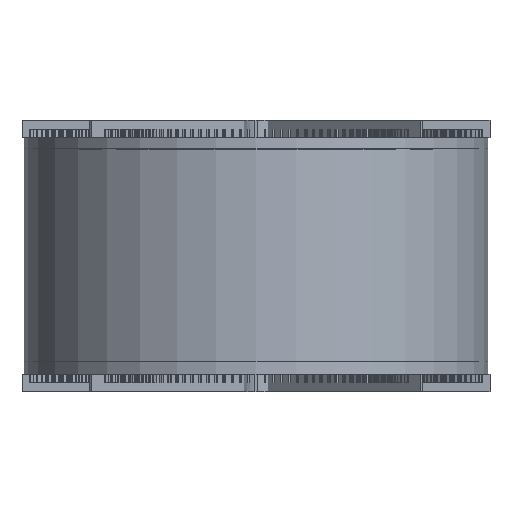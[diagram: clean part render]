
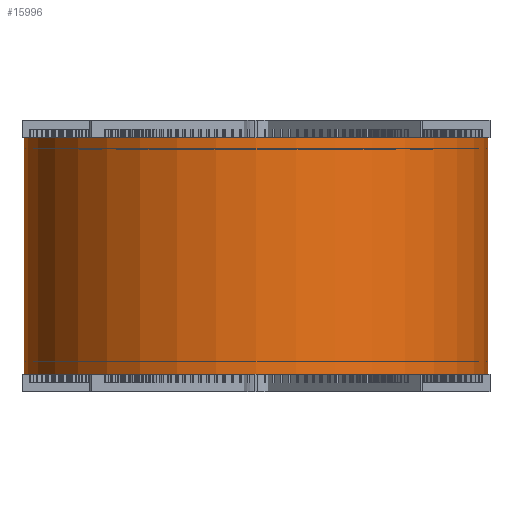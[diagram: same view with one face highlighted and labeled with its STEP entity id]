
A CAD part, left-side view. The second image highlights one B-rep face of the part: STEP entity #15996.
In plain terms, the highlighted cylindrical face has radius 1001.22 mm (diameter 2002.43 mm), a full revolution.
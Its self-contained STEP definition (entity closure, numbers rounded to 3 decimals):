
#15996 = ADVANCED_FACE('',(#15997),#16010,.T.);
#15997 = FACE_BOUND('',#15998,.T.);
#15998 = EDGE_LOOP('',(#15999,#16033,#16056,#16083));
#15999 = ORIENTED_EDGE('',*,*,#16000,.F.);
#16000 = EDGE_CURVE('',#16001,#16001,#16003,.T.);
#16001 = VERTEX_POINT('',#16002);
#16002 = CARTESIAN_POINT('',(1001.215,0.,
    1019.5));
#16003 = SURFACE_CURVE('',#16004,(#16009,#16021),.PCURVE_S1.);
#16004 = CIRCLE('',#16005,1001.215);
#16005 = AXIS2_PLACEMENT_3D('',#16006,#16007,#16008);
#16006 = CARTESIAN_POINT('',(0.,0.,1019.5));
#16007 = DIRECTION('',(0.,0.,1.));
#16008 = DIRECTION('',(1.,0.,-0.));
#16009 = PCURVE('',#16010,#16015);
#16010 = CYLINDRICAL_SURFACE('',#16011,1001.215);
#16011 = AXIS2_PLACEMENT_3D('',#16012,#16013,#16014);
#16012 = CARTESIAN_POINT('',(0.,0.,0.));
#16013 = DIRECTION('',(0.,0.,1.));
#16014 = DIRECTION('',(1.,0.,-0.));
#16015 = DEFINITIONAL_REPRESENTATION('',(#16016),#16020);
#16016 = LINE('',#16017,#16018);
#16017 = CARTESIAN_POINT('',(0.,1019.5));
#16018 = VECTOR('',#16019,1.);
#16019 = DIRECTION('',(1.,0.));
#16020 = ( GEOMETRIC_REPRESENTATION_CONTEXT(2) 
PARAMETRIC_REPRESENTATION_CONTEXT() REPRESENTATION_CONTEXT('2D SPACE',''
  ) );
#16021 = PCURVE('',#16022,#16027);
#16022 = PLANE('',#16023);
#16023 = AXIS2_PLACEMENT_3D('',#16024,#16025,#16026);
#16024 = CARTESIAN_POINT('',(0.,0.,1019.5));
#16025 = DIRECTION('',(0.,0.,1.));
#16026 = DIRECTION('',(1.,0.,-0.));
#16027 = DEFINITIONAL_REPRESENTATION('',(#16028),#16032);
#16028 = CIRCLE('',#16029,1001.215);
#16029 = AXIS2_PLACEMENT_2D('',#16030,#16031);
#16030 = CARTESIAN_POINT('',(0.,0.));
#16031 = DIRECTION('',(1.,0.));
#16032 = ( GEOMETRIC_REPRESENTATION_CONTEXT(2) 
PARAMETRIC_REPRESENTATION_CONTEXT() REPRESENTATION_CONTEXT('2D SPACE',''
  ) );
#16033 = ORIENTED_EDGE('',*,*,#16034,.F.);
#16034 = EDGE_CURVE('',#16035,#16001,#16037,.T.);
#16035 = VERTEX_POINT('',#16036);
#16036 = CARTESIAN_POINT('',(1001.215,0.,0.)
  );
#16037 = SEAM_CURVE('',#16038,(#16042,#16049),.PCURVE_S1.);
#16038 = LINE('',#16039,#16040);
#16039 = CARTESIAN_POINT('',(1001.215,0.,0.)
  );
#16040 = VECTOR('',#16041,1.);
#16041 = DIRECTION('',(0.,0.,1.));
#16042 = PCURVE('',#16010,#16043);
#16043 = DEFINITIONAL_REPRESENTATION('',(#16044),#16048);
#16044 = LINE('',#16045,#16046);
#16045 = CARTESIAN_POINT('',(6.283,-0.));
#16046 = VECTOR('',#16047,1.);
#16047 = DIRECTION('',(0.,1.));
#16048 = ( GEOMETRIC_REPRESENTATION_CONTEXT(2) 
PARAMETRIC_REPRESENTATION_CONTEXT() REPRESENTATION_CONTEXT('2D SPACE',''
  ) );
#16049 = PCURVE('',#16010,#16050);
#16050 = DEFINITIONAL_REPRESENTATION('',(#16051),#16055);
#16051 = LINE('',#16052,#16053);
#16052 = CARTESIAN_POINT('',(0.,-0.));
#16053 = VECTOR('',#16054,1.);
#16054 = DIRECTION('',(0.,1.));
#16055 = ( GEOMETRIC_REPRESENTATION_CONTEXT(2) 
PARAMETRIC_REPRESENTATION_CONTEXT() REPRESENTATION_CONTEXT('2D SPACE',''
  ) );
#16056 = ORIENTED_EDGE('',*,*,#16057,.T.);
#16057 = EDGE_CURVE('',#16035,#16035,#16058,.T.);
#16058 = SURFACE_CURVE('',#16059,(#16064,#16071),.PCURVE_S1.);
#16059 = CIRCLE('',#16060,1001.215);
#16060 = AXIS2_PLACEMENT_3D('',#16061,#16062,#16063);
#16061 = CARTESIAN_POINT('',(0.,0.,0.));
#16062 = DIRECTION('',(0.,0.,1.));
#16063 = DIRECTION('',(1.,0.,-0.));
#16064 = PCURVE('',#16010,#16065);
#16065 = DEFINITIONAL_REPRESENTATION('',(#16066),#16070);
#16066 = LINE('',#16067,#16068);
#16067 = CARTESIAN_POINT('',(0.,0.));
#16068 = VECTOR('',#16069,1.);
#16069 = DIRECTION('',(1.,0.));
#16070 = ( GEOMETRIC_REPRESENTATION_CONTEXT(2) 
PARAMETRIC_REPRESENTATION_CONTEXT() REPRESENTATION_CONTEXT('2D SPACE',''
  ) );
#16071 = PCURVE('',#16072,#16077);
#16072 = PLANE('',#16073);
#16073 = AXIS2_PLACEMENT_3D('',#16074,#16075,#16076);
#16074 = CARTESIAN_POINT('',(0.,0.,0.));
#16075 = DIRECTION('',(0.,0.,1.));
#16076 = DIRECTION('',(1.,0.,-0.));
#16077 = DEFINITIONAL_REPRESENTATION('',(#16078),#16082);
#16078 = CIRCLE('',#16079,1001.215);
#16079 = AXIS2_PLACEMENT_2D('',#16080,#16081);
#16080 = CARTESIAN_POINT('',(0.,0.));
#16081 = DIRECTION('',(1.,0.));
#16082 = ( GEOMETRIC_REPRESENTATION_CONTEXT(2) 
PARAMETRIC_REPRESENTATION_CONTEXT() REPRESENTATION_CONTEXT('2D SPACE',''
  ) );
#16083 = ORIENTED_EDGE('',*,*,#16034,.T.);
